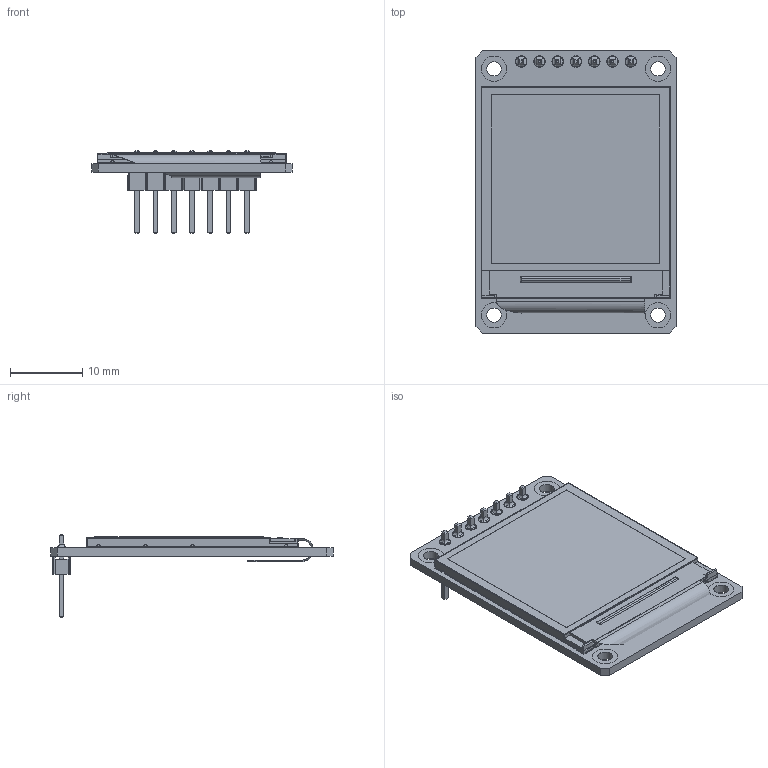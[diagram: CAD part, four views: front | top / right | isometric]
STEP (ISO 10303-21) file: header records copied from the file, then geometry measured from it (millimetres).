
FILE_DESCRIPTION(/* description */ (''),/* implementation_level */ '2;1');
FILE_NAME(/* name */ 'Сборка3.stp',/* time_stamp */ '2021-09-24T13:26:41+03:00',/* author */ ('Andrei'),/* organization */ (''),/* preprocessor_version */ 'ST-DEVELOPER v18',/* originating_system */ 'Autodesk Inventor 2020',/* authorisation */ '');
FILE_SCHEMA (('AUTOMOTIVE_DESIGN { 1 0 10303 214 3 1 1 }'));
Length unit declared in the file: millimetre
Products named in the file (3): Сборка3; Деталь12; 1.3 TFT IPS - Flush Reverse Mount
Assembly tree (2 placements, depth 2):
  Сборка3
    Деталь12
    1.3 TFT IPS - Flush Reverse Mount
Bounding box: 27.78 x 39.22 x 11.5 mm (x, y, z)
Volume: 2520.8 mm3; surface area: 5062.7 mm2
Topology: 2 solids, 22 shells, 1006 faces, 2649 edges, 1720 vertices
Faces by surface type: plane 814, bspline 104, cylinder 88
Full cylindrical faces by diameter (mm): 1 x7, 1.5 x7, 1.6 x14, 2 x4, 3.5 x8
Entity records: 35861 total; most frequent: CARTESIAN_POINT 10324, ORIENTED_EDGE 5298, DIRECTION 4630, EDGE_CURVE 2649, LINE 2066, VECTOR 2066, VERTEX_POINT 1720, AXIS2_PLACEMENT_3D 1282
